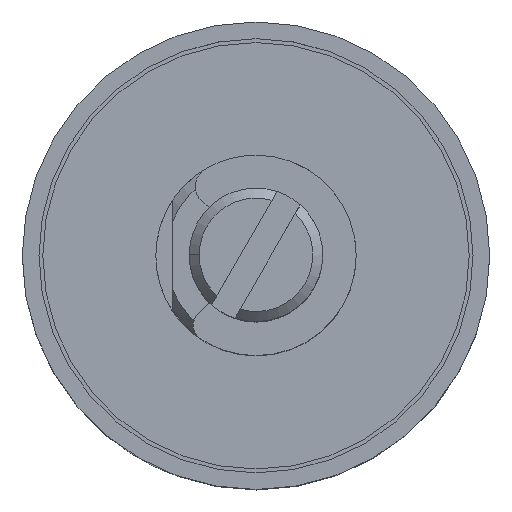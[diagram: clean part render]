
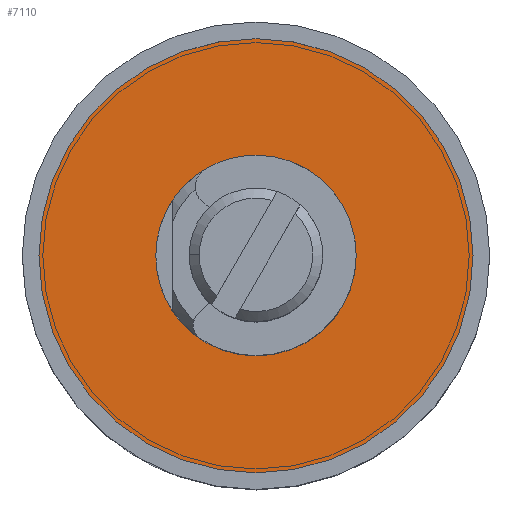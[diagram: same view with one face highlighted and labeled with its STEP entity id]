
A CAD part, top view. The second image highlights one B-rep face of the part: STEP entity #7110.
In plain terms, the highlighted planar face has unit normal (0, 0, 1).
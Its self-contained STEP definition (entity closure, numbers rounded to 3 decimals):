
#200 = DIRECTION ( 'NONE',  ( 1., 0., 0. ) ) ;
#271 = CIRCLE ( 'NONE', #9608, 6.5 ) ;
#518 = CIRCLE ( 'NONE', #1180, 6.5 ) ;
#794 = CIRCLE ( 'NONE', #6749, 3. ) ;
#800 = AXIS2_PLACEMENT_3D ( 'NONE', #2945, #3888, #5784 ) ;
#1180 = AXIS2_PLACEMENT_3D ( 'NONE', #10697, #3055, #200 ) ;
#1181 = CARTESIAN_POINT ( 'NONE',  ( 0., 0., 0.5 ) ) ;
#1276 = DIRECTION ( 'NONE',  ( 0., 0., 1. ) ) ;
#1280 = FACE_BOUND ( 'NONE', #11566, .T. ) ;
#1669 = VERTEX_POINT ( 'NONE', #2226 ) ;
#1940 = EDGE_LOOP ( 'NONE', ( #5646, #3307 ) ) ;
#2217 = ORIENTED_EDGE ( 'NONE', *, *, #9337, .T. ) ;
#2226 = CARTESIAN_POINT ( 'NONE',  ( 6.5, 0., 0.5 ) ) ;
#2283 = CARTESIAN_POINT ( 'NONE',  ( 3., 0., 0.5 ) ) ;
#2300 = VERTEX_POINT ( 'NONE', #2283 ) ;
#2945 = CARTESIAN_POINT ( 'NONE',  ( 0., 0., 0.5 ) ) ;
#3055 = DIRECTION ( 'NONE',  ( 0., 0., 1. ) ) ;
#3307 = ORIENTED_EDGE ( 'NONE', *, *, #5150, .T. ) ;
#3464 = CIRCLE ( 'NONE', #800, 3. ) ;
#3888 = DIRECTION ( 'NONE',  ( 0., 0., -1. ) ) ;
#4155 = CARTESIAN_POINT ( 'NONE',  ( 3., 0., 0.5 ) ) ;
#4327 = ORIENTED_EDGE ( 'NONE', *, *, #9305, .T. ) ;
#4745 = VERTEX_POINT ( 'NONE', #4986 ) ;
#4860 = CARTESIAN_POINT ( 'NONE',  ( -3., 0., 0.5 ) ) ;
#4986 = CARTESIAN_POINT ( 'NONE',  ( -6.5, 0., 0.5 ) ) ;
#5150 = EDGE_CURVE ( 'NONE', #4745, #1669, #271, .T. ) ;
#5295 = FACE_OUTER_BOUND ( 'NONE', #1940, .T. ) ;
#5646 = ORIENTED_EDGE ( 'NONE', *, *, #7978, .T. ) ;
#5742 = DIRECTION ( 'NONE',  ( 0., 0., -1. ) ) ;
#5784 = DIRECTION ( 'NONE',  ( -1., 0., 0. ) ) ;
#6749 = AXIS2_PLACEMENT_3D ( 'NONE', #1181, #5742, #9506 ) ;
#7002 = DIRECTION ( 'NONE',  ( 1., 0., 0. ) ) ;
#7078 = PLANE ( 'NONE',  #11933 ) ;
#7110 = ADVANCED_FACE ( 'NONE', ( #1280, #5295 ), #7078, .T. ) ;
#7839 = CARTESIAN_POINT ( 'NONE',  ( 0., 0., 0.5 ) ) ;
#7978 = EDGE_CURVE ( 'NONE', #1669, #4745, #518, .T. ) ;
#8791 = DIRECTION ( 'NONE',  ( 1., 0., 0. ) ) ;
#9305 = EDGE_CURVE ( 'NONE', #9758, #2300, #3464, .T. ) ;
#9337 = EDGE_CURVE ( 'NONE', #2300, #9758, #794, .T. ) ;
#9506 = DIRECTION ( 'NONE',  ( -1., 0., 0. ) ) ;
#9608 = AXIS2_PLACEMENT_3D ( 'NONE', #7839, #9707, #8791 ) ;
#9707 = DIRECTION ( 'NONE',  ( 0., 0., 1. ) ) ;
#9758 = VERTEX_POINT ( 'NONE', #4860 ) ;
#10697 = CARTESIAN_POINT ( 'NONE',  ( 0., 0., 0.5 ) ) ;
#11566 = EDGE_LOOP ( 'NONE', ( #4327, #2217 ) ) ;
#11933 = AXIS2_PLACEMENT_3D ( 'NONE', #4155, #1276, #7002 ) ;
